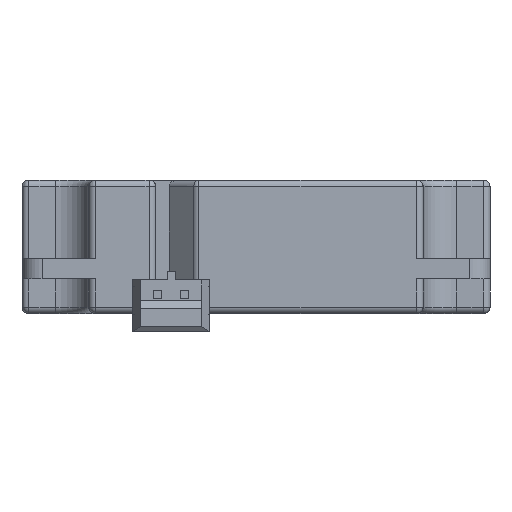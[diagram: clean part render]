
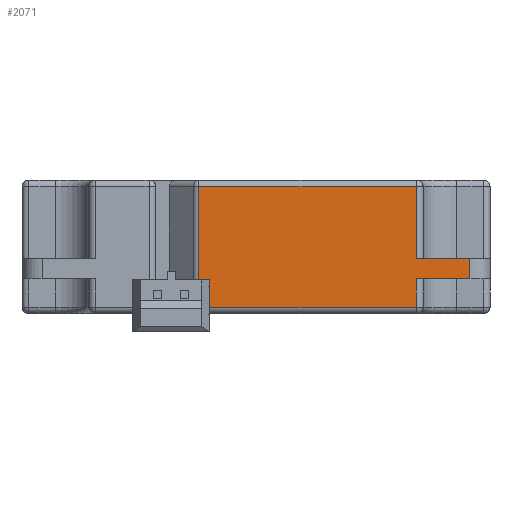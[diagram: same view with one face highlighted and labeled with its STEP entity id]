
A CAD part, left-side view. The second image highlights one B-rep face of the part: STEP entity #2071.
In plain terms, the highlighted face is planar.
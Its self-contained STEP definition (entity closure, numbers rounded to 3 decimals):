
#100 = CARTESIAN_POINT ( 'NONE',  ( 13.207, 10., 0. ) ) ;
#149 = DIRECTION ( 'NONE',  ( 1., 0., 0. ) ) ;
#378 = CARTESIAN_POINT ( 'NONE',  ( 35., 4.1, 0. ) ) ;
#466 = VERTEX_POINT ( 'NONE', #2445 ) ;
#472 = CARTESIAN_POINT ( 'NONE',  ( 29.5, 0.5, 0. ) ) ;
#914 = VERTEX_POINT ( 'NONE', #5116 ) ;
#966 = VECTOR ( 'NONE', #5763, 1000. ) ;
#1065 = ORIENTED_EDGE ( 'NONE', *, *, #3080, .T. ) ;
#1312 = VERTEX_POINT ( 'NONE', #5004 ) ;
#1348 = DIRECTION ( 'NONE',  ( 1., 0., 0. ) ) ;
#1365 = DIRECTION ( 'NONE',  ( 0., -1., 0. ) ) ;
#1376 = LINE ( 'NONE', #5884, #4356 ) ;
#1383 = LINE ( 'NONE', #3760, #4034 ) ;
#1439 = ORIENTED_EDGE ( 'NONE', *, *, #2497, .T. ) ;
#1488 = EDGE_CURVE ( 'NONE', #6886, #1312, #3801, .T. ) ;
#1691 = VECTOR ( 'NONE', #5929, 1000. ) ;
#1794 = FACE_OUTER_BOUND ( 'NONE', #3647, .T. ) ;
#1856 = VECTOR ( 'NONE', #1348, 1000. ) ;
#1865 = LINE ( 'NONE', #2294, #5021 ) ;
#2016 = LINE ( 'NONE', #378, #1856 ) ;
#2071 = ADVANCED_FACE ( 'NONE', ( #1794 ), #2815, .F. ) ;
#2073 = CARTESIAN_POINT ( 'NONE',  ( 29.5, 10., 0. ) ) ;
#2167 = VERTEX_POINT ( 'NONE', #4316 ) ;
#2278 = DIRECTION ( 'NONE',  ( 0., 0., -1. ) ) ;
#2287 = LINE ( 'NONE', #4025, #6176 ) ;
#2294 = CARTESIAN_POINT ( 'NONE',  ( 29.5, 0.5, 0. ) ) ;
#2397 = ORIENTED_EDGE ( 'NONE', *, *, #2664, .T. ) ;
#2445 = CARTESIAN_POINT ( 'NONE',  ( 29.5, 9.5, 0. ) ) ;
#2497 = EDGE_CURVE ( 'NONE', #466, #4835, #1376, .T. ) ;
#2664 = EDGE_CURVE ( 'NONE', #1312, #2167, #2287, .T. ) ;
#2710 = ORIENTED_EDGE ( 'NONE', *, *, #6746, .T. ) ;
#2815 = PLANE ( 'NONE',  #4661 ) ;
#3080 = EDGE_CURVE ( 'NONE', #914, #6886, #1865, .T. ) ;
#3240 = DIRECTION ( 'NONE',  ( 0., 1., 0. ) ) ;
#3386 = CARTESIAN_POINT ( 'NONE',  ( 29.5, 10., 0. ) ) ;
#3647 = EDGE_LOOP ( 'NONE', ( #2710, #1065, #4310, #2397, #5061, #5147, #5643, #1439 ) ) ;
#3720 = CARTESIAN_POINT ( 'NONE',  ( 29.5, 4.1, 0. ) ) ;
#3760 = CARTESIAN_POINT ( 'NONE',  ( 33.5, 10., 0. ) ) ;
#3801 = LINE ( 'NONE', #2073, #966 ) ;
#3916 = VECTOR ( 'NONE', #1365, 1000. ) ;
#4007 = CARTESIAN_POINT ( 'NONE',  ( 13.207, 9.5, 0. ) ) ;
#4025 = CARTESIAN_POINT ( 'NONE',  ( 30., 2.6, 0. ) ) ;
#4034 = VECTOR ( 'NONE', #3240, 1000. ) ;
#4161 = DIRECTION ( 'NONE',  ( -1., 0., 0. ) ) ;
#4310 = ORIENTED_EDGE ( 'NONE', *, *, #1488, .T. ) ;
#4316 = CARTESIAN_POINT ( 'NONE',  ( 33.5, 2.6, 0. ) ) ;
#4356 = VECTOR ( 'NONE', #4161, 1000. ) ;
#4661 = AXIS2_PLACEMENT_3D ( 'NONE', #6500, #2278, #5443 ) ;
#4835 = VERTEX_POINT ( 'NONE', #4007 ) ;
#4957 = EDGE_CURVE ( 'NONE', #2167, #6840, #1383, .T. ) ;
#5004 = CARTESIAN_POINT ( 'NONE',  ( 29.5, 2.6, 0. ) ) ;
#5021 = VECTOR ( 'NONE', #149, 1000. ) ;
#5061 = ORIENTED_EDGE ( 'NONE', *, *, #4957, .T. ) ;
#5116 = CARTESIAN_POINT ( 'NONE',  ( 13.207, 0.5, 0. ) ) ;
#5147 = ORIENTED_EDGE ( 'NONE', *, *, #6014, .F. ) ;
#5243 = VERTEX_POINT ( 'NONE', #3720 ) ;
#5319 = LINE ( 'NONE', #100, #3916 ) ;
#5443 = DIRECTION ( 'NONE',  ( -1., 0., 0. ) ) ;
#5563 = LINE ( 'NONE', #3386, #1691 ) ;
#5643 = ORIENTED_EDGE ( 'NONE', *, *, #6100, .T. ) ;
#5763 = DIRECTION ( 'NONE',  ( 0., 1., 0. ) ) ;
#5884 = CARTESIAN_POINT ( 'NONE',  ( 0., 9.5, 0. ) ) ;
#5890 = CARTESIAN_POINT ( 'NONE',  ( 33.5, 4.1, 0. ) ) ;
#5929 = DIRECTION ( 'NONE',  ( 0., 1., 0. ) ) ;
#6014 = EDGE_CURVE ( 'NONE', #5243, #6840, #2016, .T. ) ;
#6100 = EDGE_CURVE ( 'NONE', #5243, #466, #5563, .T. ) ;
#6176 = VECTOR ( 'NONE', #6665, 1000. ) ;
#6500 = CARTESIAN_POINT ( 'NONE',  ( 0., 10., 0. ) ) ;
#6665 = DIRECTION ( 'NONE',  ( 1., 0., 0. ) ) ;
#6746 = EDGE_CURVE ( 'NONE', #4835, #914, #5319, .T. ) ;
#6840 = VERTEX_POINT ( 'NONE', #5890 ) ;
#6886 = VERTEX_POINT ( 'NONE', #472 ) ;
